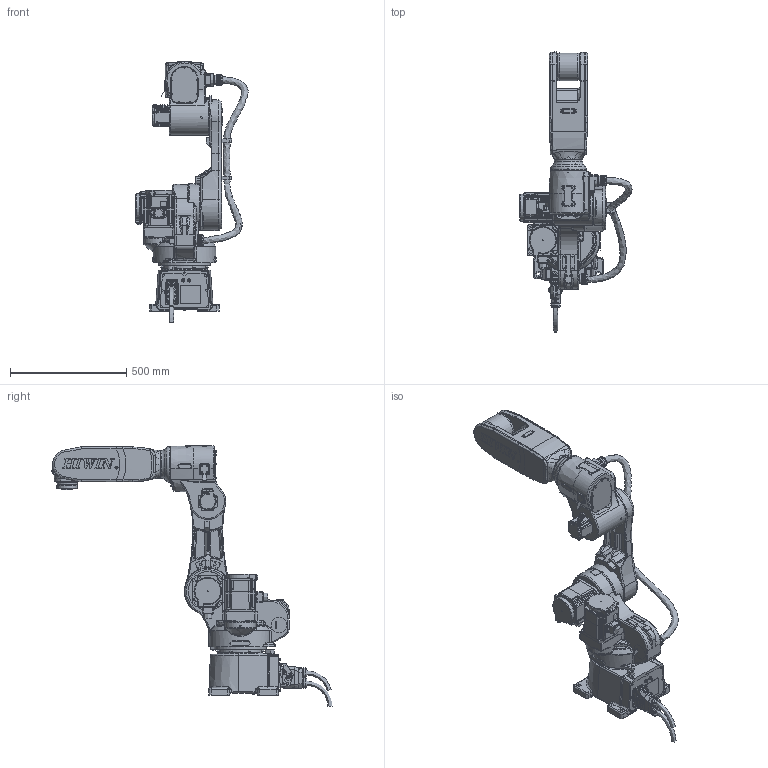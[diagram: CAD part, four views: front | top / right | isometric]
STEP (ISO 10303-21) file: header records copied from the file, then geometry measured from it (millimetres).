
FILE_DESCRIPTION(/* description */ (''),/* implementation_level */ '2;1');
FILE_NAME(/* name */ 'RA610-1151-GC_3D.stp',/* time_stamp */ '2021-07-19T10:40:02+08:00',/* author */ ('hiwin'),/* organization */ (''),/* preprocessor_version */ 'ST-DEVELOPER v18',/* originating_system */ 'Autodesk Inventor 2020',/* authorisation */ '');
FILE_SCHEMA (('AUTOMOTIVE_DESIGN { 1 0 10303 214 3 1 1 }'));
Length unit declared in the file: inch
Products named in the file (10): RA610_1151_GC; RA610-1151-GC-001; RA610-1151-GC-002; RA610-1151-GC-003; RA610-1151-GC-004; RA610-1151-GC-005; RA610-1151-GC-006; RA610-1151-GC-007; Conduit; RA610-1151-001-Pupe
Assembly tree (9 placements, depth 2):
  RA610_1151_GC
    RA610-1151-GC-001
    RA610-1151-GC-002
    RA610-1151-GC-003
    RA610-1151-GC-004
    RA610-1151-GC-005
    RA610-1151-GC-006
    RA610-1151-GC-007
    Conduit
    RA610-1151-001-Pupe
Bounding box: 483.03 x 1205.17 x 1122.47 mm (x, y, z)
Volume: 68977400.2 mm3; surface area: 2736115.7 mm2
Topology: 10 solids, 78 shells, 6532 faces, 17089 edges, 10943 vertices
Faces by surface type: plane 2920, cylinder 1510, bspline 1079, cone 666, torus 322, sphere 35
Full cylindrical faces by diameter (mm): 1 x1, 1.7 x6, 2 x8, 2.6 x2, 3 x44, 3.1 x8, 3.5 x10, 4 x44, 4.3 x2, 4.4 x10, 4.5 x24, 4.6 x2, 4.917 x10, 5 x12, 5.4 x24, 5.5 x8, 5.6 x16, 6 x10, 6.647 x2, 6.667 x4, 6.7 x2, 7 x44, 8 x14, 8.5 x36, 9 x2, 9.333 x8, 10 x20, 10.79 x2, 12 x6, 12.3 x8
Entity records: 257207 total; most frequent: CARTESIAN_POINT 93381, ORIENTED_EDGE 33944, DIRECTION 31705, EDGE_CURVE 16972, AXIS2_PLACEMENT_3D 11678, VERTEX_POINT 10945, LINE 8349, VECTOR 8349
